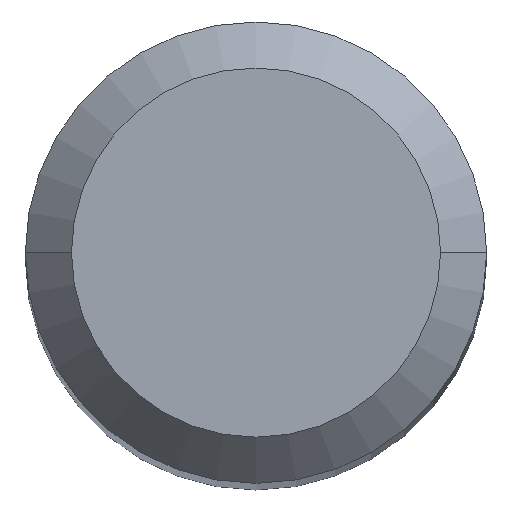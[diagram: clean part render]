
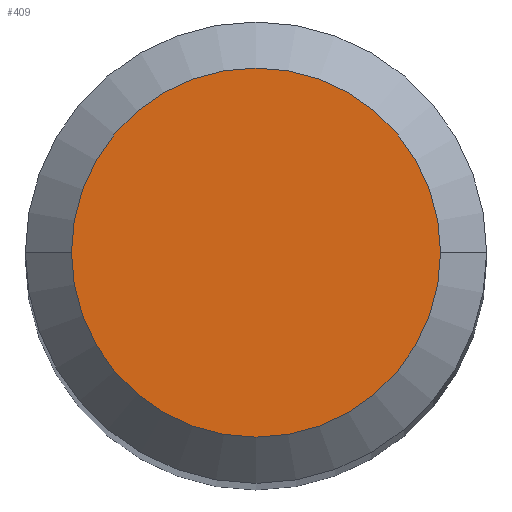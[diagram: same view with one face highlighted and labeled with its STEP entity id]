
A CAD part, top view. The second image highlights one B-rep face of the part: STEP entity #409.
In plain terms, the highlighted planar face has unit normal (0, 0, 1).
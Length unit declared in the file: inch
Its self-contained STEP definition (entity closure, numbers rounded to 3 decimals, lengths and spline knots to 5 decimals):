
#6 = FACE_OUTER_BOUND ( 'NONE', #115, .T. ) ;
#25 = CIRCLE ( 'NONE', #289, 0.05 ) ;
#67 = CARTESIAN_POINT ( 'NONE',  ( 0., 0., 0. ) ) ;
#72 = CARTESIAN_POINT ( 'NONE',  ( 0., 0., 0. ) ) ;
#111 = DIRECTION ( 'NONE',  ( 0., 0., -1. ) ) ;
#115 = EDGE_LOOP ( 'NONE', ( #420, #422 ) ) ;
#138 = EDGE_CURVE ( 'NONE', #336, #315, #483, .T. ) ;
#171 = DIRECTION ( 'NONE',  ( 1., 0., 0. ) ) ;
#172 = DIRECTION ( 'NONE',  ( 0., 0., 1. ) ) ;
#180 = PLANE ( 'NONE',  #460 ) ;
#219 = CARTESIAN_POINT ( 'NONE',  ( -0.05, 0., 0. ) ) ;
#221 = CARTESIAN_POINT ( 'NONE',  ( 0., 0., 0. ) ) ;
#226 = EDGE_CURVE ( 'NONE', #315, #336, #25, .T. ) ;
#257 = CARTESIAN_POINT ( 'NONE',  ( 0.05, 0., 0. ) ) ;
#289 = AXIS2_PLACEMENT_3D ( 'NONE', #67, #172, #403 ) ;
#315 = VERTEX_POINT ( 'NONE', #257 ) ;
#336 = VERTEX_POINT ( 'NONE', #219 ) ;
#337 = DIRECTION ( 'NONE',  ( -1., 0., 0. ) ) ;
#362 = DIRECTION ( 'NONE',  ( 0., 0., 1. ) ) ;
#366 = AXIS2_PLACEMENT_3D ( 'NONE', #72, #362, #171 ) ;
#403 = DIRECTION ( 'NONE',  ( 1., 0., 0. ) ) ;
#409 = ADVANCED_FACE ( 'NONE', ( #6 ), #180, .F. ) ;
#420 = ORIENTED_EDGE ( 'NONE', *, *, #138, .T. ) ;
#422 = ORIENTED_EDGE ( 'NONE', *, *, #226, .T. ) ;
#460 = AXIS2_PLACEMENT_3D ( 'NONE', #221, #111, #337 ) ;
#483 = CIRCLE ( 'NONE', #366, 0.05 ) ;
